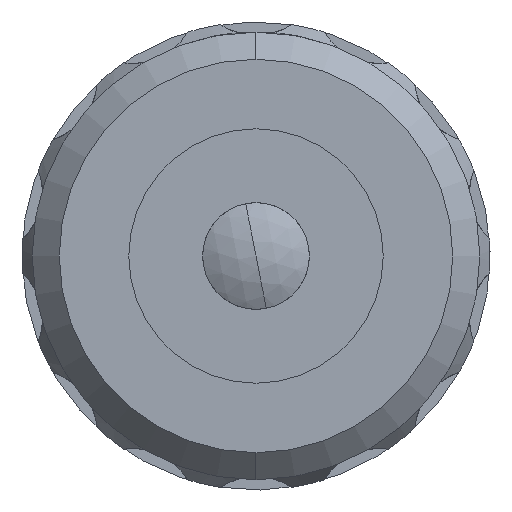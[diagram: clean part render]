
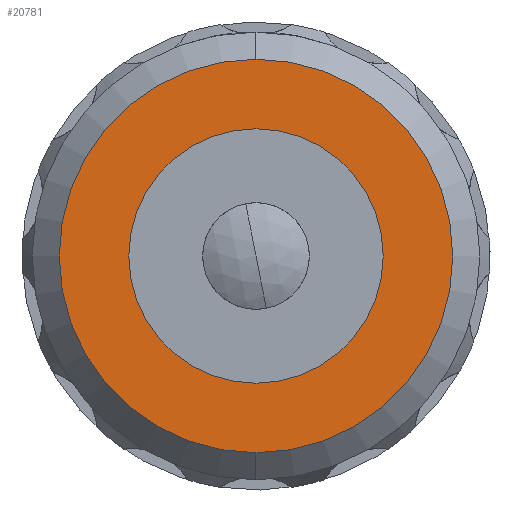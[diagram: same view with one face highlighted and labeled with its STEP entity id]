
A CAD part, front view. The second image highlights one B-rep face of the part: STEP entity #20781.
In plain terms, the highlighted planar face has unit normal (0, -1, 0).
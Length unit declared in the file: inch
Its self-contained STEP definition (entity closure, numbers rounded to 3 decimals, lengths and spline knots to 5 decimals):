
#10802 = EDGE_CURVE ( 'NONE', #16085, #16311, #27842, .T. ) ;
#10803 = EDGE_CURVE ( 'NONE', #16144, #16093, #27865, .T. ) ;
#10811 = EDGE_CURVE ( 'NONE', #16311, #16085, #27871, .T. ) ;
#10832 = EDGE_CURVE ( 'NONE', #16093, #16144, #27883, .T. ) ;
#16085 = VERTEX_POINT ( 'NONE', #54816 ) ;
#16093 = VERTEX_POINT ( 'NONE', #54820 ) ;
#16124 = ORIENTED_EDGE ( 'NONE', *, *, #10811, .T. ) ;
#16144 = VERTEX_POINT ( 'NONE', #54843 ) ;
#16160 = ORIENTED_EDGE ( 'NONE', *, *, #10803, .F. ) ;
#16236 = ORIENTED_EDGE ( 'NONE', *, *, #10802, .T. ) ;
#16247 = ORIENTED_EDGE ( 'NONE', *, *, #10832, .F. ) ;
#16311 = VERTEX_POINT ( 'NONE', #54932 ) ;
#18804 = EDGE_LOOP ( 'NONE', ( #16236, #16124 ) ) ;
#20781 = ADVANCED_FACE ( 'NONE', ( #56447, #56453 ), #56212, .T. ) ;
#27842 = CIRCLE ( 'NONE', #39194, 0.1875 ) ;
#27865 = CIRCLE ( 'NONE', #39196, 0.29 ) ;
#27871 = CIRCLE ( 'NONE', #39200, 0.1875 ) ;
#27883 = CIRCLE ( 'NONE', #39221, 0.29 ) ;
#39194 = AXIS2_PLACEMENT_3D ( 'NONE', #39927, #39934, #39935 ) ;
#39196 = AXIS2_PLACEMENT_3D ( 'NONE', #39936, #39937, #39938 ) ;
#39200 = AXIS2_PLACEMENT_3D ( 'NONE', #39960, #39961, #39962 ) ;
#39221 = AXIS2_PLACEMENT_3D ( 'NONE', #40040, #40044, #40045 ) ;
#39927 = CARTESIAN_POINT ( 'NONE',  ( 0., 0.125, 0. ) ) ;
#39934 = DIRECTION ( 'NONE',  ( 0., 1., 0. ) ) ;
#39935 = DIRECTION ( 'NONE',  ( 0., 0., 1. ) ) ;
#39936 = CARTESIAN_POINT ( 'NONE',  ( 0., 0.125, 0. ) ) ;
#39937 = DIRECTION ( 'NONE',  ( 0., 1., 0. ) ) ;
#39938 = DIRECTION ( 'NONE',  ( 0., 0., 1. ) ) ;
#39960 = CARTESIAN_POINT ( 'NONE',  ( 0., 0.125, 0. ) ) ;
#39961 = DIRECTION ( 'NONE',  ( 0., 1., 0. ) ) ;
#39962 = DIRECTION ( 'NONE',  ( 0., 0., 1. ) ) ;
#40040 = CARTESIAN_POINT ( 'NONE',  ( 0., 0.125, 0. ) ) ;
#40044 = DIRECTION ( 'NONE',  ( 0., 1., 0. ) ) ;
#40045 = DIRECTION ( 'NONE',  ( 0., 0., 1. ) ) ;
#41789 = EDGE_LOOP ( 'NONE', ( #16160, #16247 ) ) ;
#54816 = CARTESIAN_POINT ( 'NONE',  ( 0., 0.125, 0.1875 ) ) ;
#54820 = CARTESIAN_POINT ( 'NONE',  ( 0., 0.125, -0.29 ) ) ;
#54843 = CARTESIAN_POINT ( 'NONE',  ( 0., 0.125, 0.29 ) ) ;
#54932 = CARTESIAN_POINT ( 'NONE',  ( 0., 0.125, -0.1875 ) ) ;
#56212 = PLANE ( 'NONE',  #56456 ) ;
#56213 = CARTESIAN_POINT ( 'NONE',  ( 0.03457, 0.125, 0. ) ) ;
#56214 = DIRECTION ( 'NONE',  ( 0., -1., 0. ) ) ;
#56215 = DIRECTION ( 'NONE',  ( 0., 0., -1. ) ) ;
#56447 = FACE_BOUND ( 'NONE', #18804, .T. ) ;
#56453 = FACE_OUTER_BOUND ( 'NONE', #41789, .T. ) ;
#56456 = AXIS2_PLACEMENT_3D ( 'NONE', #56213, #56214, #56215 ) ;
